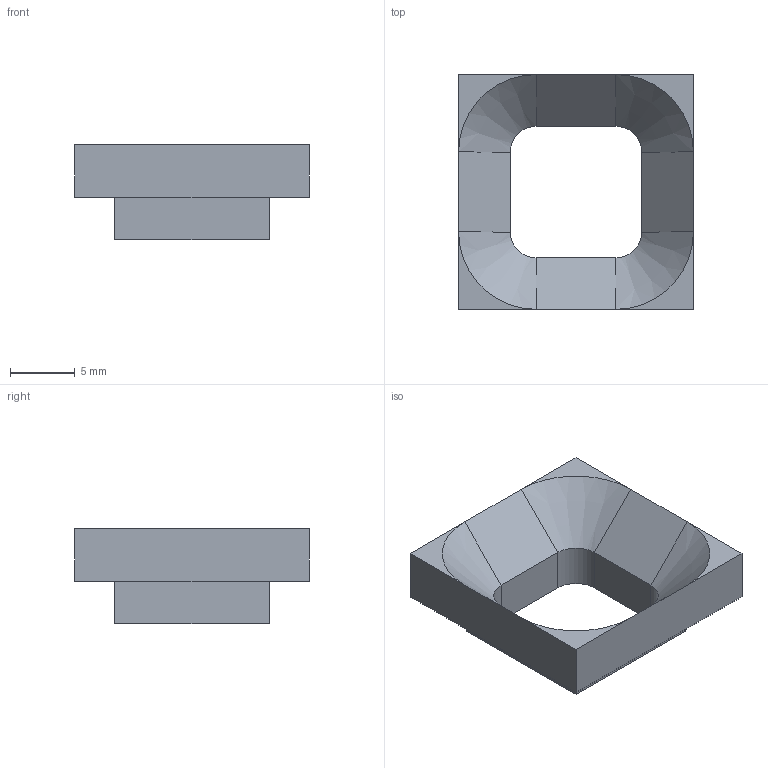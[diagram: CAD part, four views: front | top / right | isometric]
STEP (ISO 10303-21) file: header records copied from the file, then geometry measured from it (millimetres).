
FILE_DESCRIPTION(('Open CASCADE Model'),'2;1');
FILE_NAME('Open CASCADE Shape Model','2023-12-13T07:55:21',('Author'),( 'Open CASCADE'),'Open CASCADE STEP processor 7.7','Open CASCADE 7.7' ,'Unknown');
FILE_SCHEMA(('AUTOMOTIVE_DESIGN { 1 0 10303 214 1 1 1 1 }'));
Length unit declared in the file: millimetre
Products named in the file (2): pusher_win; pusher_win_part
Assembly tree (1 placements, depth 2):
  pusher_win
    pusher_win_part
Bounding box: 18.2 x 18.2 x 7.37 mm (x, y, z)
Volume: 721.4 mm3; surface area: 1125.1 mm2
Topology: 1 solids, 1 shells, 30 faces, 68 edges, 40 vertices
Faces by surface type: plane 22, cone 4, cylinder 4
Entity records: 1074 total; most frequent: CARTESIAN_POINT 202, PCURVE 128, LINE 118, ORIENTED_EDGE 106, DEFINITIONAL_REPRESENTATION 74, EDGE_CURVE 68, SURFACE_CURVE 67, DIRECTION 43
